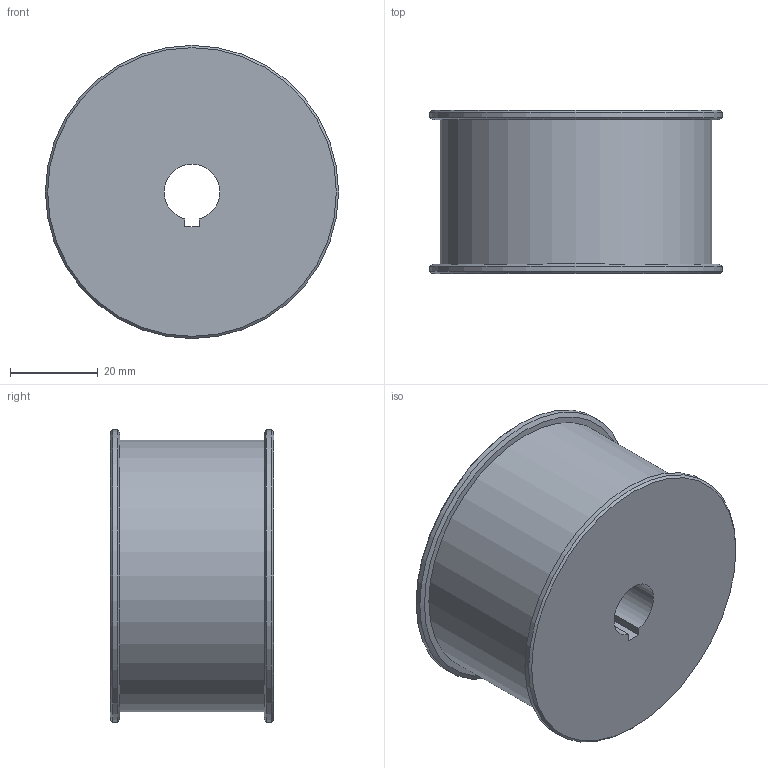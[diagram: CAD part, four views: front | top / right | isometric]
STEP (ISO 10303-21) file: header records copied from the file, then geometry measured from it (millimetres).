
FILE_DESCRIPTION(/* description */ (''),/* implementation_level */ '2;1');
FILE_NAME(/* name */ 'DBK_39ToothPulley_P39-5M-30AL.ipt.step',/* time_stamp */ '2014-01-07T10:55:08-08:00',/* author */ (''),/* organization */ (''),/* preprocessor_version */ 'ST-DEVELOPER v15.2',/* originating_system */ 'Autodesk Inventor 2014',/* authorisation */ '');
FILE_SCHEMA (('AUTOMOTIVE_DESIGN { 1 0 10303 214 3 1 1 }'));
Length unit declared in the file: inch
Products named in the file (1): DBK_39ToothPulley_P39-5M-30AL
Bounding box: 66.99 x 37.34 x 66.99 mm (x, y, z)
Volume: 110011.9 mm3; surface area: 16476.8 mm2
Topology: 1 solids, 1 shells, 15 faces, 30 edges, 19 vertices
Faces by surface type: plane 7, cylinder 4, cone 4
Full cylindrical faces by diameter (mm): 62.07 x1, 66.993 x2
Entity records: 382 total; most frequent: DIRECTION 66, CARTESIAN_POINT 56, ORIENTED_EDGE 44, AXIS2_PLACEMENT_3D 28, EDGE_LOOP 26, EDGE_CURVE 22, VERTEX_POINT 18, FACE_OUTER_BOUND 15
